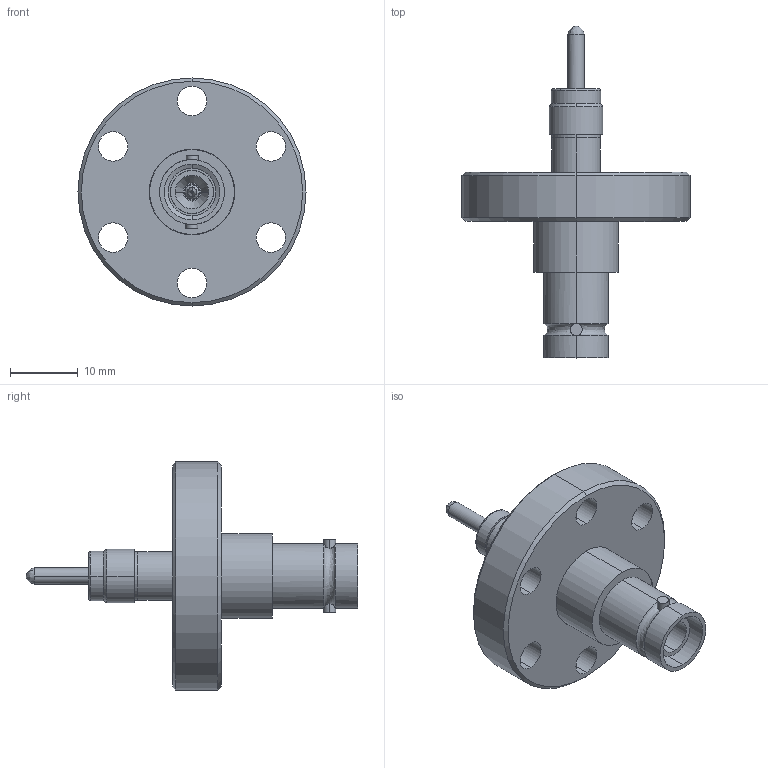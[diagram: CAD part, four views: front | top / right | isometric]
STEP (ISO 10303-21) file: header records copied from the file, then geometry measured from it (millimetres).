
FILE_DESCRIPTION (( 'STEP AP203' ), '1' );
FILE_NAME ('A0335-1-CF.STEP', '2011-11-04T15:53:40', ( '' ), ( '' ), 'SwSTEP 2.0', 'SolidWorks 2011', '' );
FILE_SCHEMA (( 'CONFIG_CONTROL_DESIGN' ));
Length unit declared in the file: inch
Products named in the file (1): A0335-1-CF
Bounding box: 33.78 x 49.15 x 33.78 mm (x, y, z)
Volume: 6845 mm3; surface area: 6482 mm2
Topology: 1 solids, 2 shells, 127 faces, 294 edges, 183 vertices
Faces by surface type: cylinder 70, cone 30, plane 19, bspline 8
Entity records: 3897 total; most frequent: CARTESIAN_POINT 825, DIRECTION 688, ORIENTED_EDGE 584, AXIS2_PLACEMENT_3D 294, EDGE_CURVE 292, VERTEX_POINT 183, CIRCLE 174, EDGE_LOOP 155
